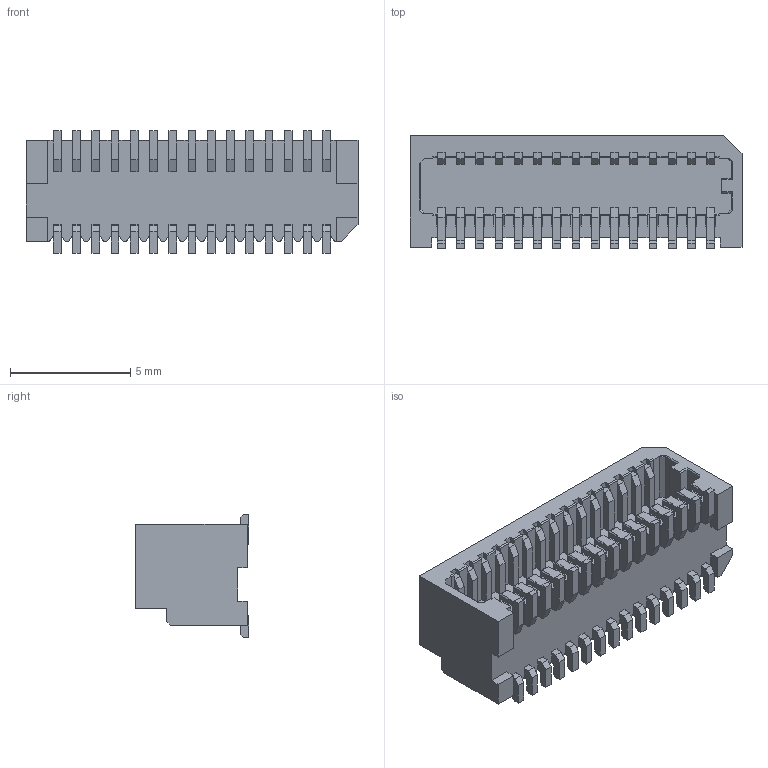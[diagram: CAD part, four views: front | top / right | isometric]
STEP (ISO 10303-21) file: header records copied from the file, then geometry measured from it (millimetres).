
FILE_DESCRIPTION((''),'2;1');
FILE_NAME('533093070','2016-08-24T',('gsharma'),(''),'PRO/ENGINEER BY PARAMETRIC TECHNOLOGY CORPORATION, 2012310','PRO/ENGINEER BY PARAMETRIC TECHNOLOGY CORPORATION, 2012310','');
FILE_SCHEMA(('CONFIG_CONTROL_DESIGN'));
Length unit declared in the file: millimetre
Products named in the file (1): 533093070
Bounding box: 13.8 x 4.7 x 5.1 mm (x, y, z)
Volume: 173.9 mm3; surface area: 458.8 mm2
Topology: 1 solids, 1 shells, 833 faces, 2428 edges, 1598 vertices
Faces by surface type: plane 833
Entity records: 26577 total; most frequent: CARTESIAN_POINT 4738, ORIENTED_EDGE 4614, DIRECTION 4096, VECTOR 2428, LINE 2428, EDGE_CURVE 2307, VERTEX_POINT 1476, AXIS2_PLACEMENT_3D 834
